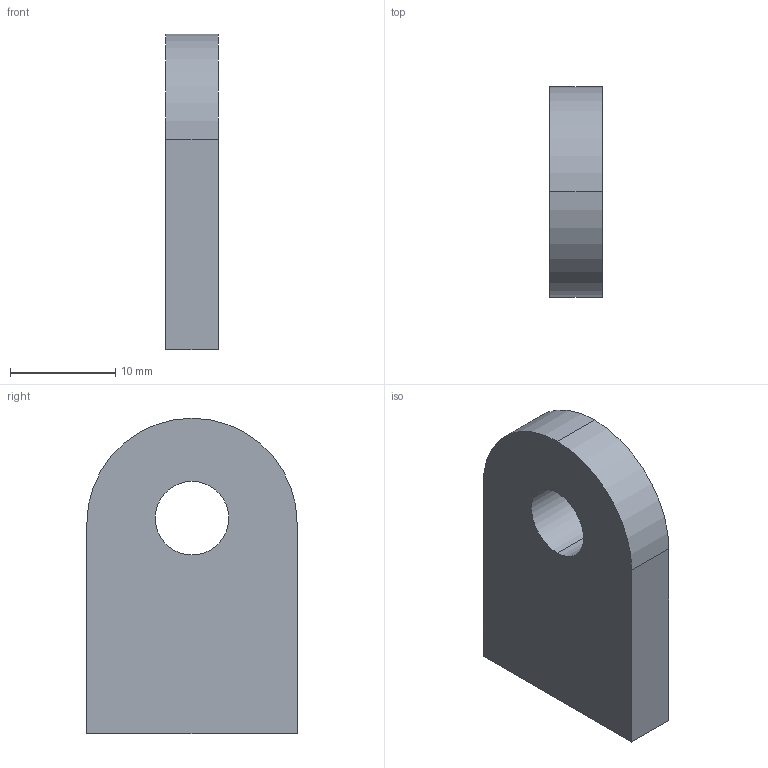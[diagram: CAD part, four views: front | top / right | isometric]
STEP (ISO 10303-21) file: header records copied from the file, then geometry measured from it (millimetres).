
FILE_DESCRIPTION (( 'STEP AP203' ), '1' );
FILE_NAME ('54109-ST.step', '2019-02-20T13:28:57', ( '' ), ( '' ), 'SwSTEP 2.0', 'SolidWorks 2015', '' );
FILE_SCHEMA (( 'CONFIG_CONTROL_DESIGN' ));
Length unit declared in the file: millimetre
Products named in the file (1): 54109-ST
Bounding box: 5 x 20 x 30 mm (x, y, z)
Volume: 2592.8 mm3; surface area: 1609.3 mm2
Topology: 1 solids, 1 shells, 216 faces, 576 edges, 384 vertices
Faces by surface type: plane 123, bspline 89, cylinder 4
Entity records: 11303 total; most frequent: CARTESIAN_POINT 6434, ORIENTED_EDGE 1152, DIRECTION 662, EDGE_CURVE 576, LINE 390, VECTOR 390, VERTEX_POINT 384, EDGE_LOOP 240
